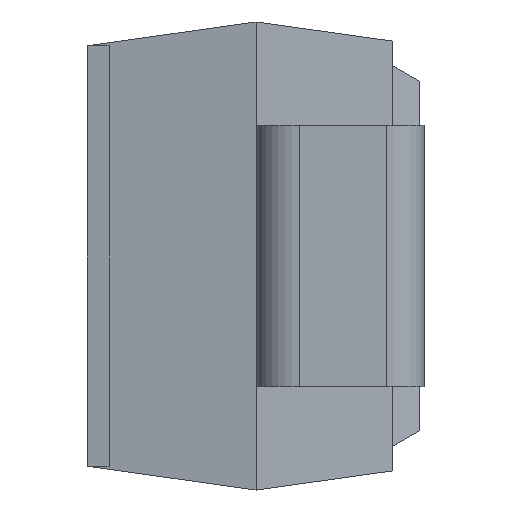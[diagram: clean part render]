
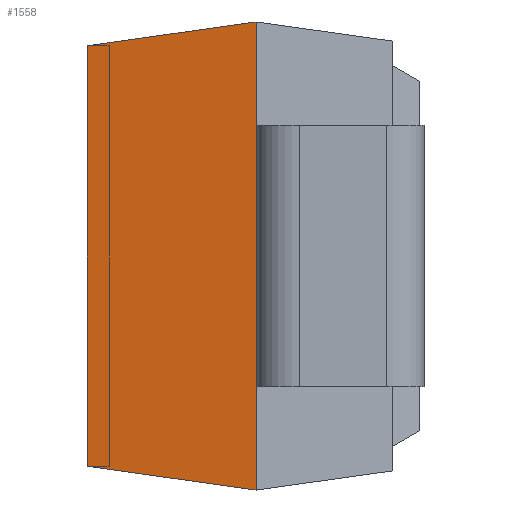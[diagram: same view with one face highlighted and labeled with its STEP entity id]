
A CAD part, left-side view. The second image highlights one B-rep face of the part: STEP entity #1558.
In plain terms, the highlighted planar face has unit normal (-0.99, 0.139, 0).
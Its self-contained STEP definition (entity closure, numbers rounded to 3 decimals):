
#15 = LINE ( 'NONE', #387, #443 ) ;
#68 = CARTESIAN_POINT ( 'NONE',  ( -3.65, 1.55, 2.15 ) ) ;
#147 = EDGE_CURVE ( 'NONE', #912, #1161, #364, .T. ) ;
#171 = CARTESIAN_POINT ( 'NONE',  ( -3.65, 1.55, -2.15 ) ) ;
#201 = DIRECTION ( 'NONE',  ( -0.99, 0.139, 0. ) ) ;
#205 = ORIENTED_EDGE ( 'NONE', *, *, #920, .T. ) ;
#320 = ORIENTED_EDGE ( 'NONE', *, *, #681, .F. ) ;
#350 = VERTEX_POINT ( 'NONE', #1346 ) ;
#364 = LINE ( 'NONE', #1367, #386 ) ;
#386 = VECTOR ( 'NONE', #1361, 1000. ) ;
#387 = CARTESIAN_POINT ( 'NONE',  ( -3.65, 1.55, 2.15 ) ) ;
#409 = CARTESIAN_POINT ( 'NONE',  ( -3.568, 2.131, -2.068 ) ) ;
#438 = AXIS2_PLACEMENT_3D ( 'NONE', #68, #201, #845 ) ;
#443 = VECTOR ( 'NONE', #1511, 1000. ) ;
#464 = FACE_OUTER_BOUND ( 'NONE', #655, .T. ) ;
#499 = DIRECTION ( 'NONE',  ( 0., 0., 1. ) ) ;
#505 = LINE ( 'NONE', #879, #1486 ) ;
#635 = CARTESIAN_POINT ( 'NONE',  ( -3.65, 1.55, 2.15 ) ) ;
#655 = EDGE_LOOP ( 'NONE', ( #320, #205, #1190, #1413 ) ) ;
#681 = EDGE_CURVE ( 'NONE', #350, #1322, #505, .T. ) ;
#780 = EDGE_CURVE ( 'NONE', #1322, #1161, #15, .T. ) ;
#841 = CARTESIAN_POINT ( 'NONE',  ( -3.432, 3.1, 1.932 ) ) ;
#845 = DIRECTION ( 'NONE',  ( -0.139, -0.99, 0. ) ) ;
#879 = CARTESIAN_POINT ( 'NONE',  ( -3.432, 3.1, 2.15 ) ) ;
#912 = VERTEX_POINT ( 'NONE', #171 ) ;
#920 = EDGE_CURVE ( 'NONE', #350, #912, #1418, .T. ) ;
#1095 = PLANE ( 'NONE',  #438 ) ;
#1161 = VERTEX_POINT ( 'NONE', #635 ) ;
#1190 = ORIENTED_EDGE ( 'NONE', *, *, #147, .T. ) ;
#1256 = VECTOR ( 'NONE', #1291, 1000. ) ;
#1291 = DIRECTION ( 'NONE',  ( -0.138, -0.981, -0.138 ) ) ;
#1322 = VERTEX_POINT ( 'NONE', #841 ) ;
#1346 = CARTESIAN_POINT ( 'NONE',  ( -3.432, 3.1, -1.932 ) ) ;
#1361 = DIRECTION ( 'NONE',  ( 0., 0., 1. ) ) ;
#1367 = CARTESIAN_POINT ( 'NONE',  ( -3.65, 1.55, 2.15 ) ) ;
#1413 = ORIENTED_EDGE ( 'NONE', *, *, #780, .F. ) ;
#1418 = LINE ( 'NONE', #409, #1256 ) ;
#1486 = VECTOR ( 'NONE', #499, 1000. ) ;
#1511 = DIRECTION ( 'NONE',  ( -0.138, -0.981, 0.138 ) ) ;
#1558 = ADVANCED_FACE ( 'NONE', ( #464 ), #1095, .T. ) ;
